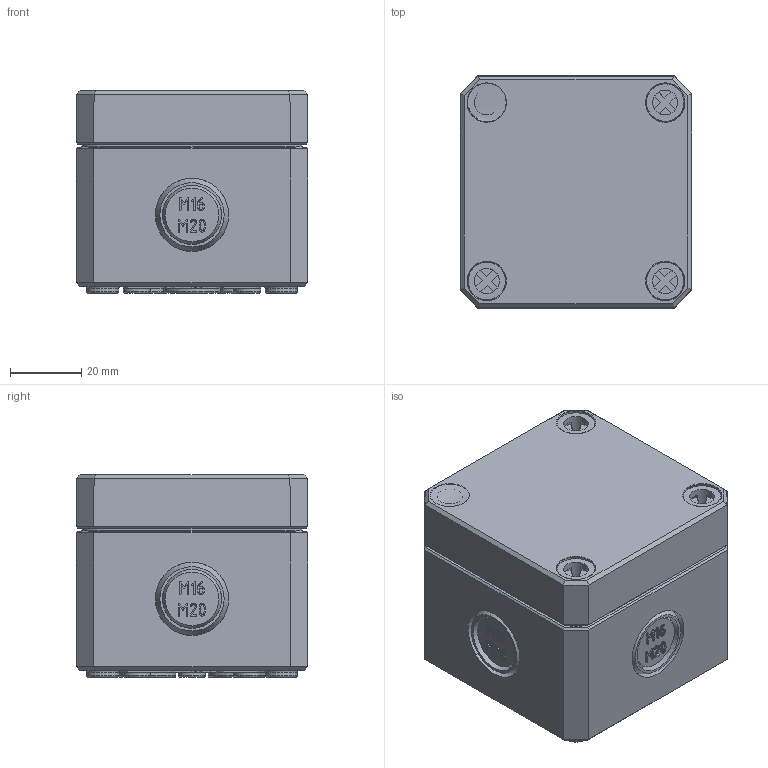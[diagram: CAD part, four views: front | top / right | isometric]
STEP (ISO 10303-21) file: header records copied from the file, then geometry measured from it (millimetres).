
FILE_DESCRIPTION(/* description */ (''),/* implementation_level */ '2;1');
FILE_NAME(/* name */ '0904107760 MBI 070706 MK.stp',/* time_stamp */ '2020-12-17T11:23:13+01:00',/* author */ ('alexander.rose'),/* organization */ (''),/* preprocessor_version */ 'ST-DEVELOPER v17.2',/* originating_system */ 'Autodesk Inventor 2019',/* authorisation */ '');
FILE_SCHEMA (('AUTOMOTIVE_DESIGN { 1 0 10303 214 3 1 1 }'));
Products named in the file (5): 0904107760 MBI 070706 H MK; 0902107762-UT_070742 - KO - Index01; 0903107761-OT_070715 Klar; Schraube _ M10 x 34 _ MBTK; Dichtung_070715
Assembly tree (7 placements, depth 2):
  0904107760 MBI 070706 H MK
    0902107762-UT_070742 - KO - Index01
    0903107761-OT_070715 Klar
    Schraube _ M10 x 34 _ MBTK  x4
    Dichtung_070715
Bounding box: 65 x 65 x 56.8 mm (x, y, z)
Volume: 76988.4 mm3; surface area: 59327 mm2
Topology: 7 solids, 7 shells, 2367 faces, 5955 edges, 3756 vertices
Faces by surface type: plane 903, bspline 692, cylinder 338, torus 254, cone 164, sphere 16
Full cylindrical faces by diameter (mm): 4.5 x4, 5 x4, 5.8 x8, 6 x2, 7 x4, 8.376 x4, 10.5 x4
Entity records: 71249 total; most frequent: CARTESIAN_POINT 22149, ORIENTED_EDGE 10996, DIRECTION 8598, EDGE_CURVE 5498, VERTEX_POINT 3459, AXIS2_PLACEMENT_3D 2913, LINE 2772, VECTOR 2772
